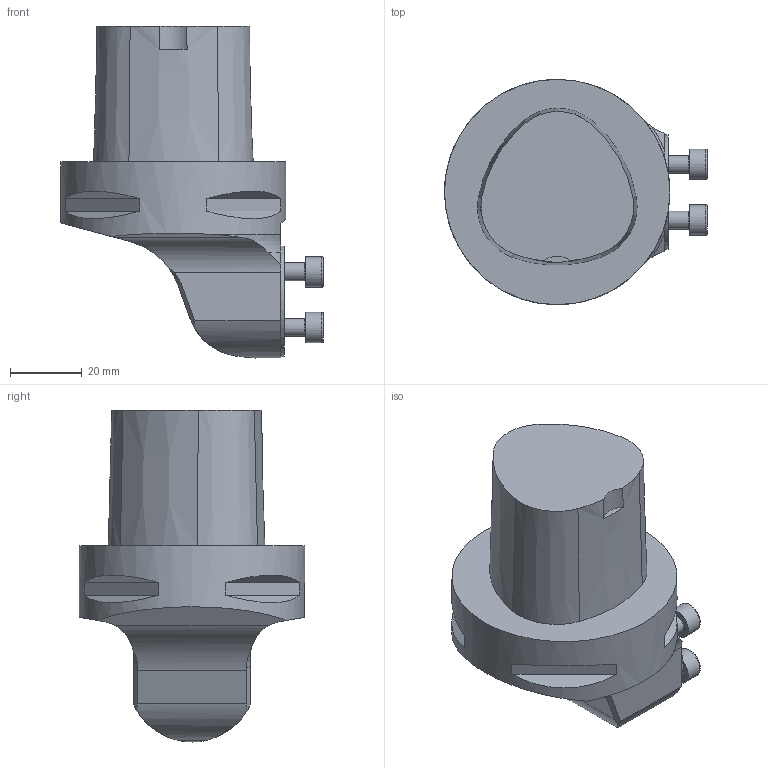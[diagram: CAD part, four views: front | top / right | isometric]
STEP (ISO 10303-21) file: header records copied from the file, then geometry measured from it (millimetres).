
FILE_DESCRIPTION(/* description */ (''),/* implementation_level */ '2;1');
FILE_NAME(/* name */ '1524226716021.stp',/* time_stamp */ '2018-04-20T14:18:45+02:00',/* author */ (''),/* organization */ ('SMS'),/* preprocessor_version */ 'ST-DEVELOPER v15',/* originating_system */ 'SIEMENS PLM Software NX 8.5',/* authorisation */ '');
FILE_SCHEMA (('AUTOMOTIVE_DESIGN { 1 0 10303 214 3 1 1 1 }'));
Length unit declared in the file: millimetre
Products named in the file (1): 201592179mod000_00
Bounding box: 73.5 x 63 x 92.8 mm (x, y, z)
Volume: 150371.5 mm3; surface area: 19701 mm2
Topology: 1 solids, 1 shells, 73 faces, 171 edges, 117 vertices
Faces by surface type: plane 37, cylinder 18, torus 10, cone 8
Full cylindrical faces by diameter (mm): 5 x4, 8.5 x4, 63 x1
Entity records: 2078 total; most frequent: CARTESIAN_POINT 426, DIRECTION 354, ORIENTED_EDGE 290, AXIS2_PLACEMENT_3D 152, EDGE_CURVE 145, VERTEX_POINT 105, EDGE_LOOP 104, ADVANCED_FACE 73
